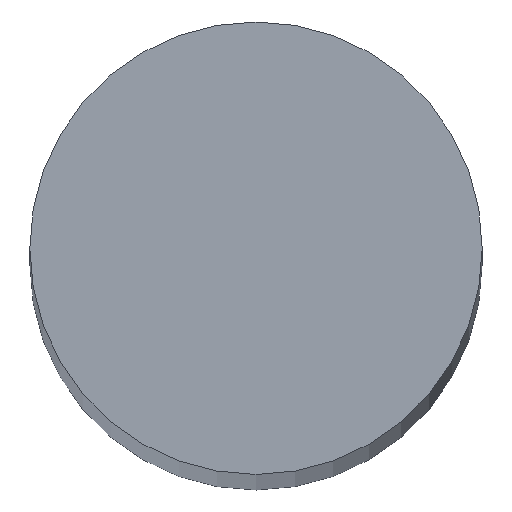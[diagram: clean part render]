
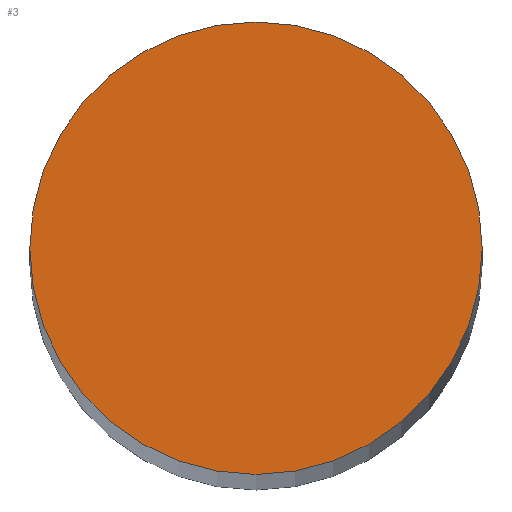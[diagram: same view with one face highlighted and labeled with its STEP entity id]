
A CAD part, top view. The second image highlights one B-rep face of the part: STEP entity #3.
In plain terms, the highlighted planar face has unit normal (0, 0, 1).
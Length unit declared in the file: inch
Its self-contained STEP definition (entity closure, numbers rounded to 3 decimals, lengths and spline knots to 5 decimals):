
#3 = ADVANCED_FACE ( 'NONE', ( #143 ), #119, .T. ) ;
#6 = AXIS2_PLACEMENT_3D ( 'NONE', #116, #114, #144 ) ;
#20 = DIRECTION ( 'NONE',  ( 0., 0., -1. ) ) ;
#27 = CARTESIAN_POINT ( 'NONE',  ( 0., 0., 0. ) ) ;
#28 = VERTEX_POINT ( 'NONE', #98 ) ;
#38 = CIRCLE ( 'NONE', #45, 0.25 ) ;
#45 = AXIS2_PLACEMENT_3D ( 'NONE', #125, #118, #52 ) ;
#48 = ORIENTED_EDGE ( 'NONE', *, *, #74, .F. ) ;
#52 = DIRECTION ( 'NONE',  ( -1., 0., 0. ) ) ;
#62 = ORIENTED_EDGE ( 'NONE', *, *, #80, .F. ) ;
#74 = EDGE_CURVE ( 'NONE', #28, #79, #111, .T. ) ;
#75 = CARTESIAN_POINT ( 'NONE',  ( -0.25, 0., 0. ) ) ;
#79 = VERTEX_POINT ( 'NONE', #75 ) ;
#80 = EDGE_CURVE ( 'NONE', #79, #28, #38, .T. ) ;
#86 = DIRECTION ( 'NONE',  ( -1., 0., 0. ) ) ;
#91 = AXIS2_PLACEMENT_3D ( 'NONE', #27, #20, #86 ) ;
#98 = CARTESIAN_POINT ( 'NONE',  ( 0.25, 0., 0. ) ) ;
#108 = EDGE_LOOP ( 'NONE', ( #62, #48 ) ) ;
#111 = CIRCLE ( 'NONE', #91, 0.25 ) ;
#114 = DIRECTION ( 'NONE',  ( 0., 0., 1. ) ) ;
#116 = CARTESIAN_POINT ( 'NONE',  ( 0., 0., 0. ) ) ;
#118 = DIRECTION ( 'NONE',  ( 0., 0., -1. ) ) ;
#119 = PLANE ( 'NONE',  #6 ) ;
#125 = CARTESIAN_POINT ( 'NONE',  ( 0., 0., 0. ) ) ;
#143 = FACE_OUTER_BOUND ( 'NONE', #108, .T. ) ;
#144 = DIRECTION ( 'NONE',  ( 1., 0., 0. ) ) ;
